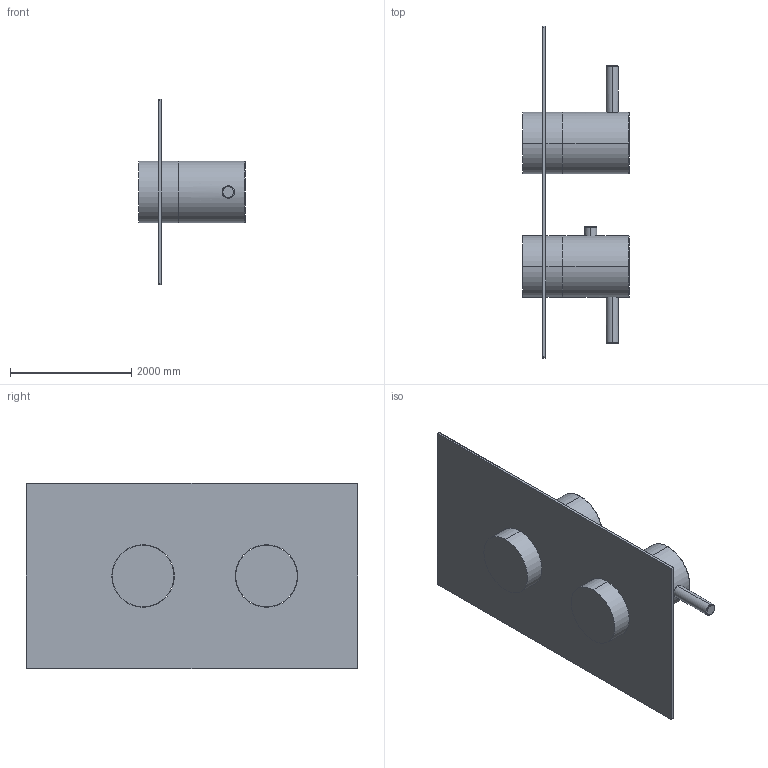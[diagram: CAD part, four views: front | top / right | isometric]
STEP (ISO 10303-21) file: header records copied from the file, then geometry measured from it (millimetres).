
FILE_DESCRIPTION((''),'2;1');
FILE_NAME('651','2018-07-29T',('MQ'),(''),'PRO/ENGINEER BY PARAMETRIC TECHNOLOGY CORPORATION, 2012130','PRO/ENGINEER BY PARAMETRIC TECHNOLOGY CORPORATION, 2012130','');
FILE_SCHEMA(('CONFIG_CONTROL_DESIGN'));
Length unit declared in the file: inch
Products named in the file (1): 651
Bounding box: 1752.6 x 5461 x 3048 mm (x, y, z)
Volume: 3656365791.5 mm3; surface area: 46638708.9 mm2
Topology: 3 solids, 3 shells, 63 faces, 130 edges, 78 vertices
Faces by surface type: cylinder 26, torus 20, plane 15, bspline 2
Entity records: 1814 total; most frequent: CARTESIAN_POINT 379, DIRECTION 332, ORIENTED_EDGE 260, AXIS2_PLACEMENT_3D 147, EDGE_CURVE 130, CIRCLE 86, VERTEX_POINT 78, EDGE_LOOP 72
